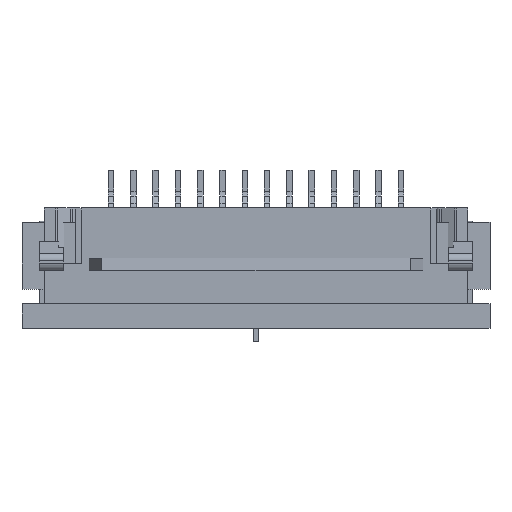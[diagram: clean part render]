
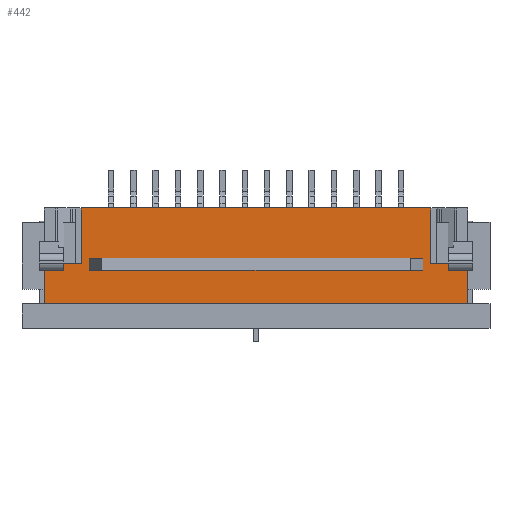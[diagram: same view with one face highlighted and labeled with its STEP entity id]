
A CAD part, top view. The second image highlights one B-rep face of the part: STEP entity #442.
In plain terms, the highlighted planar face has unit normal (0, 0, 1).
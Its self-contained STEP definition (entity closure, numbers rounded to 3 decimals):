
#442 = ADVANCED_FACE( '', ( #1067 ), #1068, .F. );
#1067 = FACE_OUTER_BOUND( '', #1967, .T. );
#1068 = PLANE( '', #1968 );
#1967 = EDGE_LOOP( '', ( #3007, #3008, #3009, #3010, #3011, #3012, #3013, #3014 ) );
#1968 = AXIS2_PLACEMENT_3D( '', #3015, #3016, #3017 );
#3007 = ORIENTED_EDGE( '', *, *, #6804, .T. );
#3008 = ORIENTED_EDGE( '', *, *, #6805, .F. );
#3009 = ORIENTED_EDGE( '', *, *, #6806, .T. );
#3010 = ORIENTED_EDGE( '', *, *, #6807, .F. );
#3011 = ORIENTED_EDGE( '', *, *, #6808, .F. );
#3012 = ORIENTED_EDGE( '', *, *, #6809, .F. );
#3013 = ORIENTED_EDGE( '', *, *, #6778, .F. );
#3014 = ORIENTED_EDGE( '', *, *, #6802, .T. );
#3015 = CARTESIAN_POINT( '', ( 9.5, -2.15, 1.5 ) );
#3016 = DIRECTION( '', ( 0., 0., -1. ) );
#3017 = DIRECTION( '', ( -1., 0., 0. ) );
#6778 = EDGE_CURVE( '', #8148, #8150, #8151, .T. );
#6802 = EDGE_CURVE( '', #8148, #8192, #8194, .T. );
#6804 = EDGE_CURVE( '', #8192, #8196, #8197, .T. );
#6805 = EDGE_CURVE( '', #8198, #8196, #8199, .T. );
#6806 = EDGE_CURVE( '', #8198, #8200, #8201, .T. );
#6807 = EDGE_CURVE( '', #8202, #8200, #8203, .T. );
#6808 = EDGE_CURVE( '', #8204, #8202, #8205, .T. );
#6809 = EDGE_CURVE( '', #8150, #8204, #8206, .T. );
#8148 = VERTEX_POINT( '', #10225 );
#8150 = VERTEX_POINT( '', #10228 );
#8151 = LINE( '', #10229, #10230 );
#8192 = VERTEX_POINT( '', #10288 );
#8194 = LINE( '', #10291, #10292 );
#8196 = VERTEX_POINT( '', #10295 );
#8197 = LINE( '', #10296, #10297 );
#8198 = VERTEX_POINT( '', #10298 );
#8199 = LINE( '', #10299, #10300 );
#8200 = VERTEX_POINT( '', #10301 );
#8201 = LINE( '', #10302, #10303 );
#8202 = VERTEX_POINT( '', #10304 );
#8203 = LINE( '', #10305, #10306 );
#8204 = VERTEX_POINT( '', #10307 );
#8205 = LINE( '', #10308, #10309 );
#8206 = LINE( '', #10310, #10311 );
#10225 = CARTESIAN_POINT( '', ( 9.5, -2.15, 1.5 ) );
#10228 = CARTESIAN_POINT( '', ( -9.5, -2.15, 1.5 ) );
#10229 = CARTESIAN_POINT( '', ( 9.5, -2.15, 1.5 ) );
#10230 = VECTOR( '', #13101, 1000. );
#10288 = CARTESIAN_POINT( '', ( 9.5, -0.35, 1.5 ) );
#10291 = CARTESIAN_POINT( '', ( 9.5, -2.15, 1.5 ) );
#10292 = VECTOR( '', #13135, 1000. );
#10295 = CARTESIAN_POINT( '', ( 7.85, -0.35, 1.5 ) );
#10296 = CARTESIAN_POINT( '', ( 7.85, -0.35, 1.5 ) );
#10297 = VECTOR( '', #13137, 1000. );
#10298 = CARTESIAN_POINT( '', ( 7.85, 2.15, 1.5 ) );
#10299 = CARTESIAN_POINT( '', ( 7.85, 19.629, 1.5 ) );
#10300 = VECTOR( '', #13138, 1000. );
#10301 = CARTESIAN_POINT( '', ( -7.85, 2.15, 1.5 ) );
#10302 = CARTESIAN_POINT( '', ( 9.5, 2.15, 1.5 ) );
#10303 = VECTOR( '', #13139, 1000. );
#10304 = CARTESIAN_POINT( '', ( -7.85, -0.35, 1.5 ) );
#10305 = CARTESIAN_POINT( '', ( -7.85, -2.15, 1.5 ) );
#10306 = VECTOR( '', #13140, 1000. );
#10307 = CARTESIAN_POINT( '', ( -9.5, -0.35, 1.5 ) );
#10308 = CARTESIAN_POINT( '', ( -7.85, -0.35, 1.5 ) );
#10309 = VECTOR( '', #13141, 1000. );
#10310 = CARTESIAN_POINT( '', ( -9.5, -2.15, 1.5 ) );
#10311 = VECTOR( '', #13142, 1000. );
#13101 = DIRECTION( '', ( -1., 0., 0. ) );
#13135 = DIRECTION( '', ( 0., 1., 0. ) );
#13137 = DIRECTION( '', ( -1., 0., 0. ) );
#13138 = DIRECTION( '', ( 0., -1., 0. ) );
#13139 = DIRECTION( '', ( -1., 0., 0. ) );
#13140 = DIRECTION( '', ( 0., 1., 0. ) );
#13141 = DIRECTION( '', ( 1., 0., 0. ) );
#13142 = DIRECTION( '', ( 0., 1., 0. ) );
